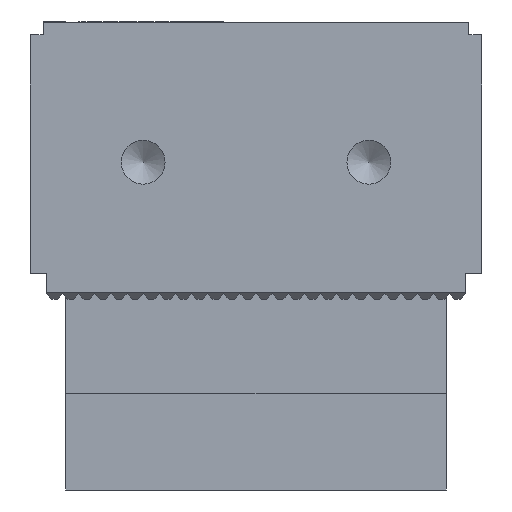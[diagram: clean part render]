
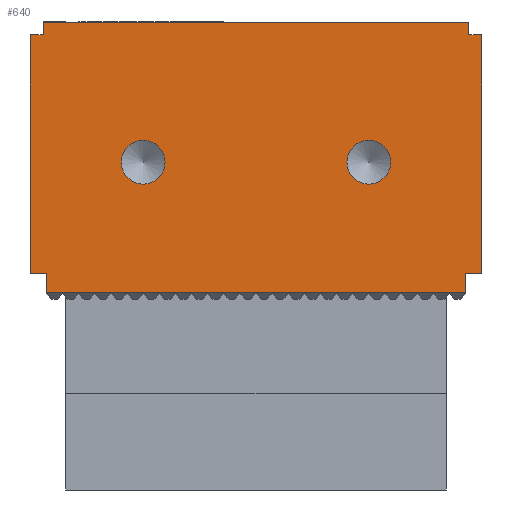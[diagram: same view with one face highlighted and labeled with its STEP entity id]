
A CAD part, left-side view. The second image highlights one B-rep face of the part: STEP entity #640.
In plain terms, the highlighted face is planar.
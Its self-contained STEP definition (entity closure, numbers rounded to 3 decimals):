
#640 = ADVANCED_FACE( '', ( #1377, #1378, #1379 ), #1380, .F. );
#1377 = FACE_BOUND( '', #2205, .T. );
#1378 = FACE_BOUND( '', #2206, .T. );
#1379 = FACE_OUTER_BOUND( '', #2207, .T. );
#1380 = PLANE( '', #2208 );
#2205 = EDGE_LOOP( '', ( #4031 ) );
#2206 = EDGE_LOOP( '', ( #4032 ) );
#2207 = EDGE_LOOP( '', ( #4033, #4034, #4035, #4036, #4037, #4038, #4039, #4040, #4041, #4042, #4043, #4044 ) );
#2208 = AXIS2_PLACEMENT_3D( '', #4045, #4046, #4047 );
#4031 = ORIENTED_EDGE( '', *, *, #5593, .F. );
#4032 = ORIENTED_EDGE( '', *, *, #5256, .T. );
#4033 = ORIENTED_EDGE( '', *, *, #5594, .F. );
#4034 = ORIENTED_EDGE( '', *, *, #4869, .T. );
#4035 = ORIENTED_EDGE( '', *, *, #5117, .F. );
#4036 = ORIENTED_EDGE( '', *, *, #5324, .F. );
#4037 = ORIENTED_EDGE( '', *, *, #4893, .T. );
#4038 = ORIENTED_EDGE( '', *, *, #5385, .F. );
#4039 = ORIENTED_EDGE( '', *, *, #5113, .F. );
#4040 = ORIENTED_EDGE( '', *, *, #5534, .F. );
#4041 = ORIENTED_EDGE( '', *, *, #4989, .F. );
#4042 = ORIENTED_EDGE( '', *, *, #5595, .F. );
#4043 = ORIENTED_EDGE( '', *, *, #5046, .F. );
#4044 = ORIENTED_EDGE( '', *, *, #5148, .F. );
#4045 = CARTESIAN_POINT( '', ( 50., -35., 43. ) );
#4046 = DIRECTION( '', ( -1., 0., 0. ) );
#4047 = DIRECTION( '', ( 0., -1., 0. ) );
#4869 = EDGE_CURVE( '', #5813, #5818, #5820, .T. );
#4893 = EDGE_CURVE( '', #5863, #5861, #5864, .T. );
#4989 = EDGE_CURVE( '', #6039, #6041, #6042, .T. );
#5046 = EDGE_CURVE( '', #6134, #6136, #6137, .T. );
#5113 = EDGE_CURVE( '', #6241, #6244, #6245, .T. );
#5117 = EDGE_CURVE( '', #6250, #5818, #6252, .T. );
#5148 = EDGE_CURVE( '', #6304, #6134, #6306, .T. );
#5256 = EDGE_CURVE( '', #6490, #6490, #6491, .T. );
#5324 = EDGE_CURVE( '', #5863, #6250, #6591, .T. );
#5385 = EDGE_CURVE( '', #6244, #5861, #6674, .T. );
#5534 = EDGE_CURVE( '', #6041, #6241, #6876, .T. );
#5593 = EDGE_CURVE( '', #6945, #6945, #6946, .T. );
#5594 = EDGE_CURVE( '', #5813, #6304, #6947, .T. );
#5595 = EDGE_CURVE( '', #6136, #6039, #6948, .T. );
#5813 = VERTEX_POINT( '', #7208 );
#5818 = VERTEX_POINT( '', #7215 );
#5820 = LINE( '', #7218, #7219 );
#5861 = VERTEX_POINT( '', #7277 );
#5863 = VERTEX_POINT( '', #7280 );
#5864 = LINE( '', #7281, #7282 );
#6039 = VERTEX_POINT( '', #7544 );
#6041 = VERTEX_POINT( '', #7547 );
#6042 = LINE( '', #7548, #7549 );
#6134 = VERTEX_POINT( '', #7671 );
#6136 = VERTEX_POINT( '', #7674 );
#6137 = LINE( '', #7675, #7676 );
#6241 = VERTEX_POINT( '', #7819 );
#6244 = VERTEX_POINT( '', #7823 );
#6245 = LINE( '', #7824, #7825 );
#6250 = VERTEX_POINT( '', #7832 );
#6252 = LINE( '', #7835, #7836 );
#6304 = VERTEX_POINT( '', #7909 );
#6306 = LINE( '', #7912, #7913 );
#6490 = VERTEX_POINT( '', #8190 );
#6491 = CIRCLE( '', #8191, 3.4 );
#6591 = LINE( '', #8333, #8334 );
#6674 = LINE( '', #8453, #8454 );
#6876 = LINE( '', #8753, #8754 );
#6945 = VERTEX_POINT( '', #8851 );
#6946 = CIRCLE( '', #8852, 3.4 );
#6947 = LINE( '', #8853, #8854 );
#6948 = LINE( '', #8855, #8856 );
#7208 = CARTESIAN_POINT( '', ( 50., -35., 41. ) );
#7215 = CARTESIAN_POINT( '', ( 50., -35., 4. ) );
#7218 = CARTESIAN_POINT( '', ( 50., -35., 43. ) );
#7219 = VECTOR( '', #9148, 1000. );
#7277 = CARTESIAN_POINT( '', ( 50., 32.5, 1. ) );
#7280 = CARTESIAN_POINT( '', ( 50., -32.5, 1. ) );
#7281 = CARTESIAN_POINT( '', ( 50., -35., 1. ) );
#7282 = VECTOR( '', #9167, 1000. );
#7544 = CARTESIAN_POINT( '', ( 50., 33., 41. ) );
#7547 = CARTESIAN_POINT( '', ( 50., 35., 41. ) );
#7548 = CARTESIAN_POINT( '', ( 50., 33., 41. ) );
#7549 = VECTOR( '', #9259, 1000. );
#7671 = CARTESIAN_POINT( '', ( 50., -33., 43. ) );
#7674 = CARTESIAN_POINT( '', ( 50., 33., 43. ) );
#7675 = CARTESIAN_POINT( '', ( 50., -35., 43. ) );
#7676 = VECTOR( '', #9327, 1000. );
#7819 = CARTESIAN_POINT( '', ( 50., 35., 4. ) );
#7823 = CARTESIAN_POINT( '', ( 50., 32.5, 4. ) );
#7824 = CARTESIAN_POINT( '', ( 50., 35., 4. ) );
#7825 = VECTOR( '', #9395, 1000. );
#7832 = CARTESIAN_POINT( '', ( 50., -32.5, 4. ) );
#7835 = CARTESIAN_POINT( '', ( 50., -32.5, 4. ) );
#7836 = VECTOR( '', #9399, 1000. );
#7909 = CARTESIAN_POINT( '', ( 50., -33., 41. ) );
#7912 = CARTESIAN_POINT( '', ( 50., -33., 41. ) );
#7913 = VECTOR( '', #9431, 1000. );
#8190 = CARTESIAN_POINT( '', ( 50., -17.5, 17.85 ) );
#8191 = AXIS2_PLACEMENT_3D( '', #9531, #9532, #9533 );
#8333 = CARTESIAN_POINT( '', ( 50., -32.5, 0. ) );
#8334 = VECTOR( '', #9594, 1000. );
#8453 = CARTESIAN_POINT( '', ( 50., 32.5, 4. ) );
#8454 = VECTOR( '', #9643, 1000. );
#8753 = CARTESIAN_POINT( '', ( 50., 35., 43. ) );
#8754 = VECTOR( '', #9774, 1000. );
#8851 = CARTESIAN_POINT( '', ( 50., 17.5, 17.85 ) );
#8852 = AXIS2_PLACEMENT_3D( '', #9815, #9816, #9817 );
#8853 = CARTESIAN_POINT( '', ( 50., -35., 41. ) );
#8854 = VECTOR( '', #9818, 1000. );
#8855 = CARTESIAN_POINT( '', ( 50., 33., 43. ) );
#8856 = VECTOR( '', #9819, 1000. );
#9148 = DIRECTION( '', ( 0., 0., -1. ) );
#9167 = DIRECTION( '', ( 0., 1., 0. ) );
#9259 = DIRECTION( '', ( 0., 1., 0. ) );
#9327 = DIRECTION( '', ( 0., 1., 0. ) );
#9395 = DIRECTION( '', ( 0., -1., 0. ) );
#9399 = DIRECTION( '', ( 0., -1., 0. ) );
#9431 = DIRECTION( '', ( 0., 0., 1. ) );
#9531 = CARTESIAN_POINT( '', ( 50., -17.5, 21.25 ) );
#9532 = DIRECTION( '', ( -1., 0., 0. ) );
#9533 = DIRECTION( '', ( 0., 0., -1. ) );
#9594 = DIRECTION( '', ( 0., 0., 1. ) );
#9643 = DIRECTION( '', ( 0., 0., -1. ) );
#9774 = DIRECTION( '', ( 0., 0., -1. ) );
#9815 = CARTESIAN_POINT( '', ( 50., 17.5, 21.25 ) );
#9816 = DIRECTION( '', ( 1., 0., 0. ) );
#9817 = DIRECTION( '', ( 0., 0., -1. ) );
#9818 = DIRECTION( '', ( 0., 1., 0. ) );
#9819 = DIRECTION( '', ( 0., 0., -1. ) );
